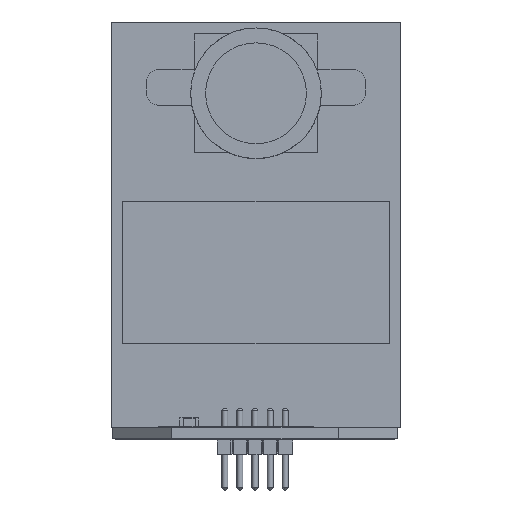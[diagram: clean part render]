
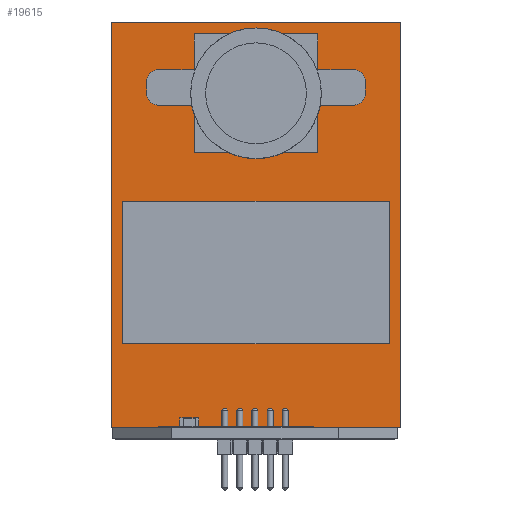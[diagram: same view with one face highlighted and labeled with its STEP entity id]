
A CAD part, front view. The second image highlights one B-rep face of the part: STEP entity #19615.
In plain terms, the highlighted face is planar.
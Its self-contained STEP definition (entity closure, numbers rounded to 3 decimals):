
#19615 = ADVANCED_FACE('',(#19616,#19750,#19784),#19818,.F.);
#19616 = FACE_BOUND('',#19617,.T.);
#19617 = EDGE_LOOP('',(#19618,#19628,#19636,#19645,#19653,#19662,#19670,
    #19678,#19686,#19694,#19702,#19711,#19719,#19728,#19736,#19744));
#19618 = ORIENTED_EDGE('',*,*,#19619,.F.);
#19619 = EDGE_CURVE('',#19620,#19622,#19624,.T.);
#19620 = VERTEX_POINT('',#19621);
#19621 = CARTESIAN_POINT('',(-7.163,2.419,30.1));
#19622 = VERTEX_POINT('',#19623);
#19623 = CARTESIAN_POINT('',(-7.163,2.419,33.1));
#19624 = LINE('',#19625,#19626);
#19625 = CARTESIAN_POINT('',(-7.163,2.419,33.1));
#19626 = VECTOR('',#19627,1.);
#19627 = DIRECTION('',(0.,0.,1.));
#19628 = ORIENTED_EDGE('',*,*,#19629,.F.);
#19629 = EDGE_CURVE('',#19630,#19620,#19632,.T.);
#19630 = VERTEX_POINT('',#19631);
#19631 = CARTESIAN_POINT('',(-10.163,2.419,30.1));
#19632 = LINE('',#19633,#19634);
#19633 = CARTESIAN_POINT('',(7.237,2.419,30.1));
#19634 = VECTOR('',#19635,1.);
#19635 = DIRECTION('',(1.,0.,0.));
#19636 = ORIENTED_EDGE('',*,*,#19637,.T.);
#19637 = EDGE_CURVE('',#19630,#19638,#19640,.T.);
#19638 = VERTEX_POINT('',#19639);
#19639 = CARTESIAN_POINT('',(-11.163,2.419,29.1));
#19640 = CIRCLE('',#19641,1.);
#19641 = AXIS2_PLACEMENT_3D('',#19642,#19643,#19644);
#19642 = CARTESIAN_POINT('',(-10.163,2.419,29.1));
#19643 = DIRECTION('',(0.,-1.,0.));
#19644 = DIRECTION('',(0.,0.,-1.));
#19645 = ORIENTED_EDGE('',*,*,#19646,.F.);
#19646 = EDGE_CURVE('',#19647,#19638,#19649,.T.);
#19647 = VERTEX_POINT('',#19648);
#19648 = CARTESIAN_POINT('',(-11.163,2.419,28.1));
#19649 = LINE('',#19650,#19651);
#19650 = CARTESIAN_POINT('',(-11.163,2.419,30.1));
#19651 = VECTOR('',#19652,1.);
#19652 = DIRECTION('',(0.,0.,1.));
#19653 = ORIENTED_EDGE('',*,*,#19654,.T.);
#19654 = EDGE_CURVE('',#19647,#19655,#19657,.T.);
#19655 = VERTEX_POINT('',#19656);
#19656 = CARTESIAN_POINT('',(-10.163,2.419,27.1));
#19657 = CIRCLE('',#19658,1.);
#19658 = AXIS2_PLACEMENT_3D('',#19659,#19660,#19661);
#19659 = CARTESIAN_POINT('',(-10.163,2.419,28.1));
#19660 = DIRECTION('',(0.,-1.,0.));
#19661 = DIRECTION('',(0.,0.,-1.));
#19662 = ORIENTED_EDGE('',*,*,#19663,.F.);
#19663 = EDGE_CURVE('',#19664,#19655,#19666,.T.);
#19664 = VERTEX_POINT('',#19665);
#19665 = CARTESIAN_POINT('',(-7.163,2.419,27.1));
#19666 = LINE('',#19667,#19668);
#19667 = CARTESIAN_POINT('',(7.237,2.419,27.1));
#19668 = VECTOR('',#19669,1.);
#19669 = DIRECTION('',(-1.,0.,0.));
#19670 = ORIENTED_EDGE('',*,*,#19671,.F.);
#19671 = EDGE_CURVE('',#19672,#19664,#19674,.T.);
#19672 = VERTEX_POINT('',#19673);
#19673 = CARTESIAN_POINT('',(-7.163,2.419,23.1));
#19674 = LINE('',#19675,#19676);
#19675 = CARTESIAN_POINT('',(-7.163,2.419,33.1));
#19676 = VECTOR('',#19677,1.);
#19677 = DIRECTION('',(0.,0.,1.));
#19678 = ORIENTED_EDGE('',*,*,#19679,.F.);
#19679 = EDGE_CURVE('',#19680,#19672,#19682,.T.);
#19680 = VERTEX_POINT('',#19681);
#19681 = CARTESIAN_POINT('',(3.237,2.419,23.1));
#19682 = LINE('',#19683,#19684);
#19683 = CARTESIAN_POINT('',(3.237,2.419,23.1));
#19684 = VECTOR('',#19685,1.);
#19685 = DIRECTION('',(-1.,0.,0.));
#19686 = ORIENTED_EDGE('',*,*,#19687,.F.);
#19687 = EDGE_CURVE('',#19688,#19680,#19690,.T.);
#19688 = VERTEX_POINT('',#19689);
#19689 = CARTESIAN_POINT('',(3.237,2.419,27.1));
#19690 = LINE('',#19691,#19692);
#19691 = CARTESIAN_POINT('',(3.237,2.419,33.1));
#19692 = VECTOR('',#19693,1.);
#19693 = DIRECTION('',(0.,0.,-1.));
#19694 = ORIENTED_EDGE('',*,*,#19695,.F.);
#19695 = EDGE_CURVE('',#19696,#19688,#19698,.T.);
#19696 = VERTEX_POINT('',#19697);
#19697 = CARTESIAN_POINT('',(6.237,2.419,27.1));
#19698 = LINE('',#19699,#19700);
#19699 = CARTESIAN_POINT('',(7.237,2.419,27.1));
#19700 = VECTOR('',#19701,1.);
#19701 = DIRECTION('',(-1.,0.,0.));
#19702 = ORIENTED_EDGE('',*,*,#19703,.T.);
#19703 = EDGE_CURVE('',#19696,#19704,#19706,.T.);
#19704 = VERTEX_POINT('',#19705);
#19705 = CARTESIAN_POINT('',(7.237,2.419,28.1));
#19706 = CIRCLE('',#19707,1.);
#19707 = AXIS2_PLACEMENT_3D('',#19708,#19709,#19710);
#19708 = CARTESIAN_POINT('',(6.237,2.419,28.1));
#19709 = DIRECTION('',(0.,-1.,0.));
#19710 = DIRECTION('',(0.,0.,-1.));
#19711 = ORIENTED_EDGE('',*,*,#19712,.F.);
#19712 = EDGE_CURVE('',#19713,#19704,#19715,.T.);
#19713 = VERTEX_POINT('',#19714);
#19714 = CARTESIAN_POINT('',(7.237,2.419,29.1));
#19715 = LINE('',#19716,#19717);
#19716 = CARTESIAN_POINT('',(7.237,2.419,30.1));
#19717 = VECTOR('',#19718,1.);
#19718 = DIRECTION('',(0.,0.,-1.));
#19719 = ORIENTED_EDGE('',*,*,#19720,.T.);
#19720 = EDGE_CURVE('',#19713,#19721,#19723,.T.);
#19721 = VERTEX_POINT('',#19722);
#19722 = CARTESIAN_POINT('',(6.237,2.419,30.1));
#19723 = CIRCLE('',#19724,1.);
#19724 = AXIS2_PLACEMENT_3D('',#19725,#19726,#19727);
#19725 = CARTESIAN_POINT('',(6.237,2.419,29.1));
#19726 = DIRECTION('',(0.,-1.,0.));
#19727 = DIRECTION('',(0.,0.,-1.));
#19728 = ORIENTED_EDGE('',*,*,#19729,.F.);
#19729 = EDGE_CURVE('',#19730,#19721,#19732,.T.);
#19730 = VERTEX_POINT('',#19731);
#19731 = CARTESIAN_POINT('',(3.237,2.419,30.1));
#19732 = LINE('',#19733,#19734);
#19733 = CARTESIAN_POINT('',(7.237,2.419,30.1));
#19734 = VECTOR('',#19735,1.);
#19735 = DIRECTION('',(1.,0.,0.));
#19736 = ORIENTED_EDGE('',*,*,#19737,.F.);
#19737 = EDGE_CURVE('',#19738,#19730,#19740,.T.);
#19738 = VERTEX_POINT('',#19739);
#19739 = CARTESIAN_POINT('',(3.237,2.419,33.1));
#19740 = LINE('',#19741,#19742);
#19741 = CARTESIAN_POINT('',(3.237,2.419,33.1));
#19742 = VECTOR('',#19743,1.);
#19743 = DIRECTION('',(0.,0.,-1.));
#19744 = ORIENTED_EDGE('',*,*,#19745,.F.);
#19745 = EDGE_CURVE('',#19622,#19738,#19746,.T.);
#19746 = LINE('',#19747,#19748);
#19747 = CARTESIAN_POINT('',(3.237,2.419,33.1));
#19748 = VECTOR('',#19749,1.);
#19749 = DIRECTION('',(1.,0.,0.));
#19750 = FACE_BOUND('',#19751,.T.);
#19751 = EDGE_LOOP('',(#19752,#19762,#19770,#19778));
#19752 = ORIENTED_EDGE('',*,*,#19753,.T.);
#19753 = EDGE_CURVE('',#19754,#19756,#19758,.T.);
#19754 = VERTEX_POINT('',#19755);
#19755 = CARTESIAN_POINT('',(10.237,2.419,0.));
#19756 = VERTEX_POINT('',#19757);
#19757 = CARTESIAN_POINT('',(-14.163,2.419,0.));
#19758 = LINE('',#19759,#19760);
#19759 = CARTESIAN_POINT('',(-14.163,2.419,0.));
#19760 = VECTOR('',#19761,1.);
#19761 = DIRECTION('',(-1.,-0.,-0.));
#19762 = ORIENTED_EDGE('',*,*,#19763,.F.);
#19763 = EDGE_CURVE('',#19764,#19756,#19766,.T.);
#19764 = VERTEX_POINT('',#19765);
#19765 = CARTESIAN_POINT('',(-14.163,2.419,34.1));
#19766 = LINE('',#19767,#19768);
#19767 = CARTESIAN_POINT('',(-14.163,2.419,34.1));
#19768 = VECTOR('',#19769,1.);
#19769 = DIRECTION('',(-0.,-0.,-1.));
#19770 = ORIENTED_EDGE('',*,*,#19771,.F.);
#19771 = EDGE_CURVE('',#19772,#19764,#19774,.T.);
#19772 = VERTEX_POINT('',#19773);
#19773 = CARTESIAN_POINT('',(10.237,2.419,34.1));
#19774 = LINE('',#19775,#19776);
#19775 = CARTESIAN_POINT('',(-14.163,2.419,34.1));
#19776 = VECTOR('',#19777,1.);
#19777 = DIRECTION('',(-1.,-0.,-0.));
#19778 = ORIENTED_EDGE('',*,*,#19779,.T.);
#19779 = EDGE_CURVE('',#19772,#19754,#19780,.T.);
#19780 = LINE('',#19781,#19782);
#19781 = CARTESIAN_POINT('',(10.237,2.419,34.1));
#19782 = VECTOR('',#19783,1.);
#19783 = DIRECTION('',(-0.,-0.,-1.));
#19784 = FACE_BOUND('',#19785,.T.);
#19785 = EDGE_LOOP('',(#19786,#19796,#19804,#19812));
#19786 = ORIENTED_EDGE('',*,*,#19787,.F.);
#19787 = EDGE_CURVE('',#19788,#19790,#19792,.T.);
#19788 = VERTEX_POINT('',#19789);
#19789 = CARTESIAN_POINT('',(9.237,2.419,19.));
#19790 = VERTEX_POINT('',#19791);
#19791 = CARTESIAN_POINT('',(9.237,2.419,7.));
#19792 = LINE('',#19793,#19794);
#19793 = CARTESIAN_POINT('',(9.237,2.419,19.));
#19794 = VECTOR('',#19795,1.);
#19795 = DIRECTION('',(0.,0.,-1.));
#19796 = ORIENTED_EDGE('',*,*,#19797,.F.);
#19797 = EDGE_CURVE('',#19798,#19788,#19800,.T.);
#19798 = VERTEX_POINT('',#19799);
#19799 = CARTESIAN_POINT('',(-13.163,2.419,19.));
#19800 = LINE('',#19801,#19802);
#19801 = CARTESIAN_POINT('',(9.237,2.419,19.));
#19802 = VECTOR('',#19803,1.);
#19803 = DIRECTION('',(1.,0.,0.));
#19804 = ORIENTED_EDGE('',*,*,#19805,.F.);
#19805 = EDGE_CURVE('',#19806,#19798,#19808,.T.);
#19806 = VERTEX_POINT('',#19807);
#19807 = CARTESIAN_POINT('',(-13.163,2.419,7.));
#19808 = LINE('',#19809,#19810);
#19809 = CARTESIAN_POINT('',(-13.163,2.419,19.));
#19810 = VECTOR('',#19811,1.);
#19811 = DIRECTION('',(0.,0.,1.));
#19812 = ORIENTED_EDGE('',*,*,#19813,.F.);
#19813 = EDGE_CURVE('',#19790,#19806,#19814,.T.);
#19814 = LINE('',#19815,#19816);
#19815 = CARTESIAN_POINT('',(9.237,2.419,7.));
#19816 = VECTOR('',#19817,1.);
#19817 = DIRECTION('',(-1.,0.,0.));
#19818 = PLANE('',#19819);
#19819 = AXIS2_PLACEMENT_3D('',#19820,#19821,#19822);
#19820 = CARTESIAN_POINT('',(-14.163,2.419,34.1));
#19821 = DIRECTION('',(0.,-1.,0.));
#19822 = DIRECTION('',(0.,0.,-1.));
